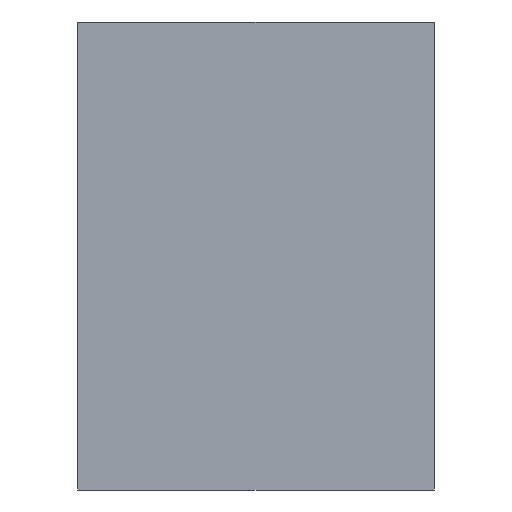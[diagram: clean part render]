
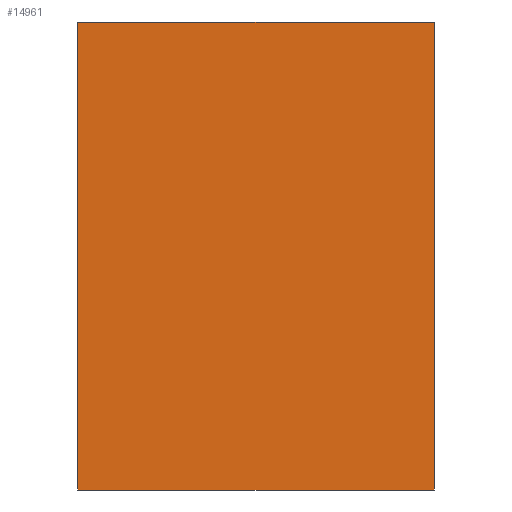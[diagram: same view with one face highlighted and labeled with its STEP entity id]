
A CAD part, left-side view. The second image highlights one B-rep face of the part: STEP entity #14961.
In plain terms, the highlighted planar face has unit normal (-1, 0, 0).
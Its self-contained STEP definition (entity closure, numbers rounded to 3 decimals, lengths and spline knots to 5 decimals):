
#1206 = DIRECTION ( 'NONE',  ( 1., 0., 0. ) ) ;
#1435 = EDGE_LOOP ( 'NONE', ( #20155, #16741, #23666, #10086 ) ) ;
#1517 = DIRECTION ( 'NONE',  ( 0., 0., -1. ) ) ;
#2080 = AXIS2_PLACEMENT_3D ( 'NONE', #10638, #1206, #1517 ) ;
#2657 = LINE ( 'NONE', #19682, #11436 ) ;
#3084 = VERTEX_POINT ( 'NONE', #9294 ) ;
#3493 = LINE ( 'NONE', #24718, #25095 ) ;
#3624 = DIRECTION ( 'NONE',  ( 0., -1., 0. ) ) ;
#6830 = VECTOR ( 'NONE', #17635, 39.37008 ) ;
#9294 = CARTESIAN_POINT ( 'NONE',  ( 0., 0.259, 0. ) ) ;
#9538 = CARTESIAN_POINT ( 'NONE',  ( 0., 0.259, -0.3397 ) ) ;
#10086 = ORIENTED_EDGE ( 'NONE', *, *, #15573, .T. ) ;
#10638 = CARTESIAN_POINT ( 'NONE',  ( 0., 0.259, -0.3397 ) ) ;
#11436 = VECTOR ( 'NONE', #3624, 39.37008 ) ;
#12550 = LINE ( 'NONE', #14321, #22396 ) ;
#12966 = CARTESIAN_POINT ( 'NONE',  ( 0., 0.259, -0.3397 ) ) ;
#13957 = CARTESIAN_POINT ( 'NONE',  ( 0., 0., 0. ) ) ;
#14321 = CARTESIAN_POINT ( 'NONE',  ( 0., 0., -0.3397 ) ) ;
#14616 = EDGE_CURVE ( 'NONE', #26427, #18482, #12550, .T. ) ;
#14961 = ADVANCED_FACE ( 'NONE', ( #17629 ), #15220, .F. ) ;
#15220 = PLANE ( 'NONE',  #2080 ) ;
#15573 = EDGE_CURVE ( 'NONE', #29811, #26427, #2657, .T. ) ;
#16741 = ORIENTED_EDGE ( 'NONE', *, *, #21853, .F. ) ;
#17629 = FACE_OUTER_BOUND ( 'NONE', #1435, .T. ) ;
#17635 = DIRECTION ( 'NONE',  ( 0., 0., 1. ) ) ;
#18182 = LINE ( 'NONE', #12966, #6830 ) ;
#18482 = VERTEX_POINT ( 'NONE', #13957 ) ;
#19682 = CARTESIAN_POINT ( 'NONE',  ( 0., 0.259, -0.3397 ) ) ;
#20155 = ORIENTED_EDGE ( 'NONE', *, *, #14616, .T. ) ;
#20352 = EDGE_CURVE ( 'NONE', #29811, #3084, #18182, .T. ) ;
#20426 = DIRECTION ( 'NONE',  ( 0., -1., 0. ) ) ;
#21853 = EDGE_CURVE ( 'NONE', #3084, #18482, #3493, .T. ) ;
#22396 = VECTOR ( 'NONE', #26356, 39.37008 ) ;
#23666 = ORIENTED_EDGE ( 'NONE', *, *, #20352, .F. ) ;
#24718 = CARTESIAN_POINT ( 'NONE',  ( 0., 0.259, 0. ) ) ;
#25095 = VECTOR ( 'NONE', #20426, 39.37008 ) ;
#25703 = CARTESIAN_POINT ( 'NONE',  ( 0., 0., -0.3397 ) ) ;
#26356 = DIRECTION ( 'NONE',  ( 0., 0., 1. ) ) ;
#26427 = VERTEX_POINT ( 'NONE', #25703 ) ;
#29811 = VERTEX_POINT ( 'NONE', #9538 ) ;
